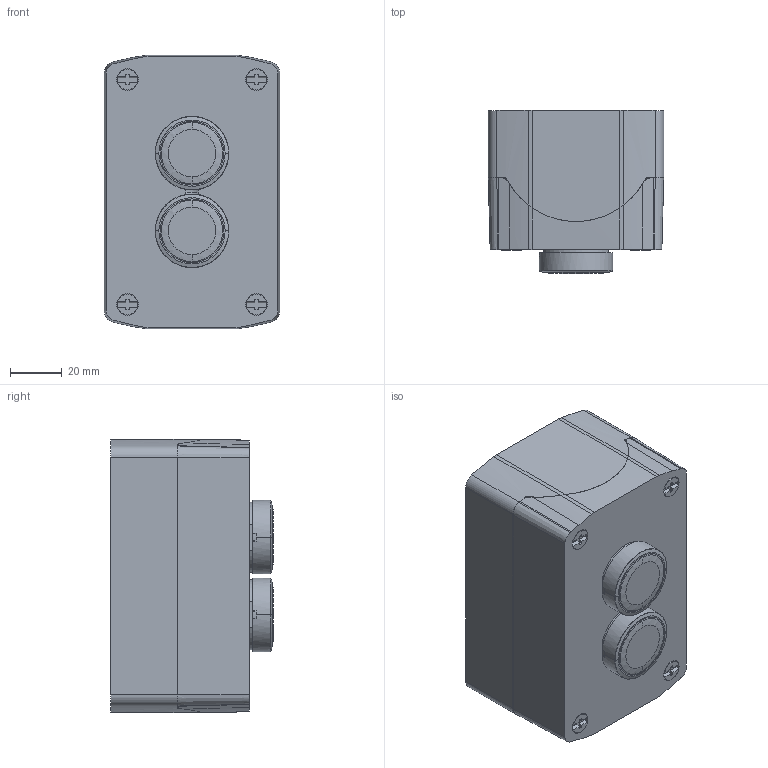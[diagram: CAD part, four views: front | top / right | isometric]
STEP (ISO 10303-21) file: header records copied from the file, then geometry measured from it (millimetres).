
FILE_DESCRIPTION(('STEP AP242'),'1');
FILE_NAME('xald213.stp','2019-08-06T18:35:52',('TraceParts'),('TraceParts S.A.'),'Spatial InterOp 3D',' ',' ');
FILE_SCHEMA(('AP242_MANAGED_MODEL_BASED_3D_ENGINEERING_MIM_LF {1 0 10303 442 1 1 4}'));
Length unit declared in the file: millimetre
Products named in the file (1): xald213_1
Bounding box: 68 x 63.05 x 106 mm (x, y, z)
Volume: 395687.6 mm3; surface area: 63656.1 mm2
Topology: 10 solids, 10 shells, 664 faces, 1870 edges, 1233 vertices
Faces by surface type: plane 302, cylinder 236, bspline 52, cone 48, torus 16, sphere 10
Entity records: 30002 total; most frequent: CARTESIAN_POINT 7163, ORIENTED_EDGE 3736, DIRECTION 3684, EDGE_CURVE 1868, AXIS2_PLACEMENT_3D 1364, VERTEX_POINT 1233, LINE 956, VECTOR 956
